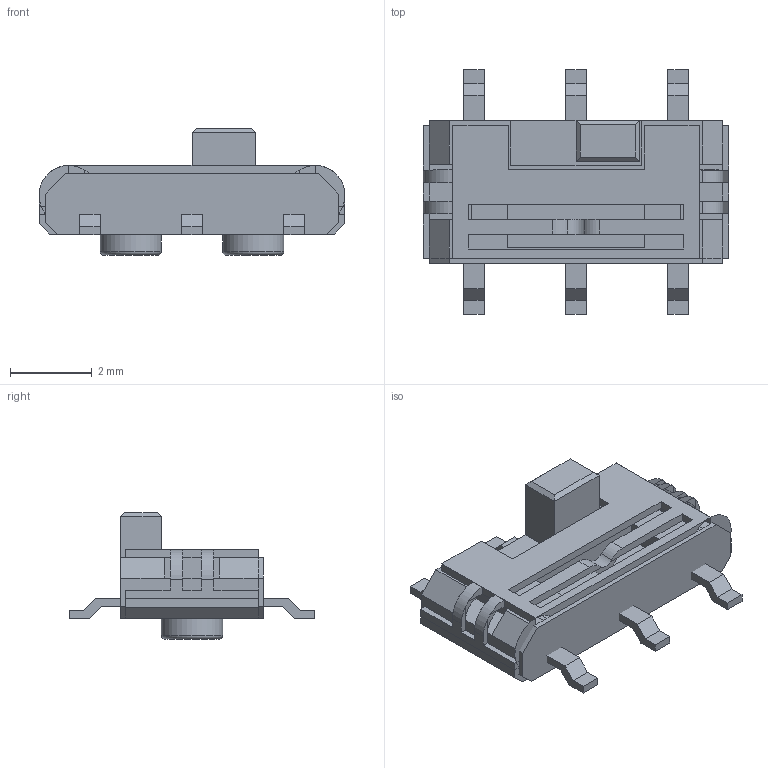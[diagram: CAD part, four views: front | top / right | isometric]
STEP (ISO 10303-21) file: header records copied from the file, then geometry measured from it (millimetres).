
FILE_DESCRIPTION(('FreeCAD Model'),'2;1');
FILE_NAME('Open CASCADE Shape Model','2021-06-16T19:51:45',('Author'),( ''),'Open CASCADE STEP processor 7.5','FreeCAD','Unknown');
FILE_SCHEMA(('AUTOMOTIVE_DESIGN { 1 0 10303 214 1 1 1 1 }'));
Length unit declared in the file: millimetre
Products named in the file (4): Unnamed; Chamfer002; Fillet001; Cut006
Assembly tree (3 placements, depth 2):
  Unnamed
    Chamfer002
    Fillet001
    Cut006
Bounding box: 7.49 x 6 x 3.1 mm (x, y, z)
Volume: 51.1 mm3; surface area: 240.3 mm2
Topology: 5 solids, 5 shells, 194 faces, 520 edges, 326 vertices
Faces by surface type: plane 179, cylinder 13, torus 2
Full cylindrical faces by diameter (mm): 1.462 x1, 1.5 x2
Entity records: 12653 total; most frequent: CARTESIAN_POINT 2350, DIRECTION 1846, LINE 1310, VECTOR 1310, ORIENTED_EDGE 1032, PCURVE 1032, DEFINITIONAL_REPRESENTATION 1032, EDGE_CURVE 516
